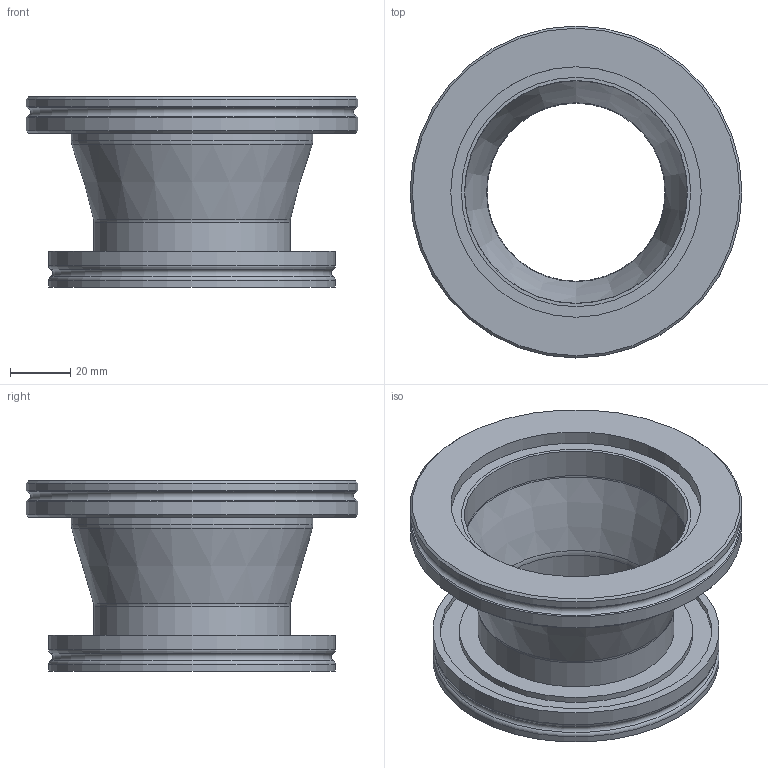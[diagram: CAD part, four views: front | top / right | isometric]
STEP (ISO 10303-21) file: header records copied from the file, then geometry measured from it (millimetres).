
FILE_DESCRIPTION (( 'STEP AP214' ), '1' );
FILE_NAME ('RC1ISOK8063FULLVAC.STEP', '2025-11-20T15:45:16', ( '' ), ( '' ), 'SwSTEP 2.0', 'SolidWorks 2017', '' );
FILE_SCHEMA (( 'AUTOMOTIVE_DESIGN' ));
Length unit declared in the file: millimetre
Products named in the file (4): BS1ISOK63 FULLVAC_65; RC18063-XX_ISO LG63; BS1ISOK80 FULLVAC_80RCISOK; RC1ISOK8063FULLVAC
Assembly tree (3 placements, depth 2):
  RC1ISOK8063FULLVAC
    BS1ISOK80 FULLVAC_80RCISOK
    RC18063-XX_ISO LG63
    BS1ISOK63 FULLVAC_65
Bounding box: 110 x 110 x 63 mm (x, y, z)
Volume: 120571 mm3; surface area: 59367.1 mm2
Topology: 3 solids, 3 shells, 52 faces, 89 edges, 53 vertices
Faces by surface type: cylinder 20, plane 16, torus 9, cone 7
Full cylindrical faces by diameter (mm): 59 x1, 60.2 x2, 65 x2, 70.1 x1, 73.9 x1, 76 x2, 77.2 x1, 80 x1, 80.1 x1, 83 x1, 89.9 x1, 92.3 x1, 95 x2, 105 x1, 110 x2
Entity records: 1210 total; most frequent: DIRECTION 220, CARTESIAN_POINT 162, AXIS2_PLACEMENT_3D 110, ORIENTED_EDGE 104, EDGE_LOOP 104, FACE_OUTER_BOUND 81, CIRCLE 52, VERTEX_POINT 52
